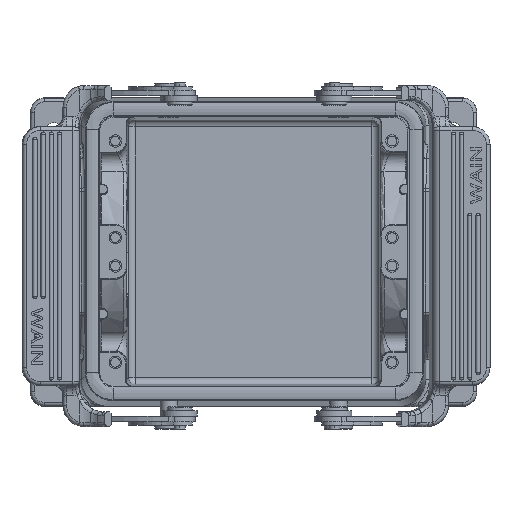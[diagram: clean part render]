
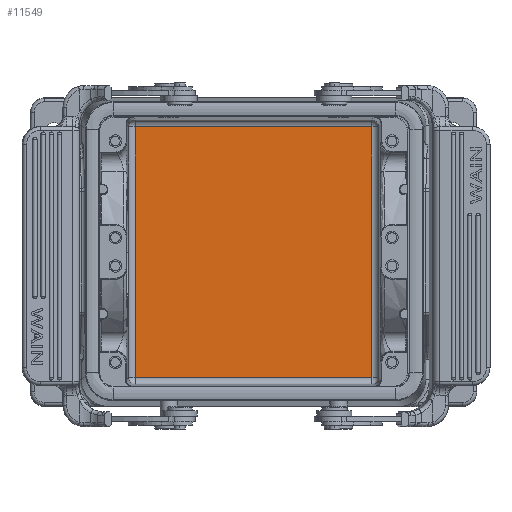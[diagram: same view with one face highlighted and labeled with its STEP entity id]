
A CAD part, top view. The second image highlights one B-rep face of the part: STEP entity #11549.
In plain terms, the highlighted planar face has unit normal (0, 0, 1).
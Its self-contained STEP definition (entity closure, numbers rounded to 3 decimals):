
#9785=FACE_OUTER_BOUND('',#20316,.T.);
#11549=ADVANCED_FACE('',(#9785),#13199,.T.);
#13199=PLANE('',#41148);
#15947=LINE('',#55782,#18010);
#15950=LINE('',#55793,#18013);
#15953=LINE('',#55810,#18016);
#15955=LINE('',#55816,#18018);
#18010=VECTOR('',#44775,1.);
#18013=VECTOR('',#44788,1.);
#18016=VECTOR('',#44801,1.);
#18018=VECTOR('',#44807,1.);
#20316=EDGE_LOOP('',(#23448,#23449,#23450,#23451));
#23448=ORIENTED_EDGE('',*,*,#35641,.T.);
#23449=ORIENTED_EDGE('',*,*,#35635,.T.);
#23450=ORIENTED_EDGE('',*,*,#35650,.T.);
#23451=ORIENTED_EDGE('',*,*,#35647,.T.);
#32245=VERTEX_POINT('',#55779);
#32246=VERTEX_POINT('',#55783);
#32247=VERTEX_POINT('',#55790);
#32252=VERTEX_POINT('',#55811);
#35635=EDGE_CURVE('',#32246,#32245,#15947,.T.);
#35641=EDGE_CURVE('',#32247,#32246,#15950,.T.);
#35647=EDGE_CURVE('',#32252,#32247,#15953,.T.);
#35650=EDGE_CURVE('',#32245,#32252,#15955,.T.);
#41148=AXIS2_PLACEMENT_3D('',#55817,#44808,#44809);
#44775=DIRECTION('',(1.,0.,0.));
#44788=DIRECTION('',(0.,-1.,0.));
#44801=DIRECTION('',(-1.,0.,0.));
#44807=DIRECTION('',(0.,1.,0.));
#44808=DIRECTION('',(0.,0.,1.));
#44809=DIRECTION('',(1.,0.,0.));
#55779=CARTESIAN_POINT('',(95.629,10.511,-82.7));
#55782=CARTESIAN_POINT('',(29.371,10.511,-82.7));
#55783=CARTESIAN_POINT('',(29.371,10.511,-82.7));
#55790=CARTESIAN_POINT('',(29.371,80.667,-82.7));
#55793=CARTESIAN_POINT('',(29.371,80.667,-82.7));
#55810=CARTESIAN_POINT('',(95.629,80.667,-82.7));
#55811=CARTESIAN_POINT('',(95.629,80.667,-82.7));
#55816=CARTESIAN_POINT('',(95.629,10.511,-82.7));
#55817=CARTESIAN_POINT('',(62.5,45.589,-82.7));
